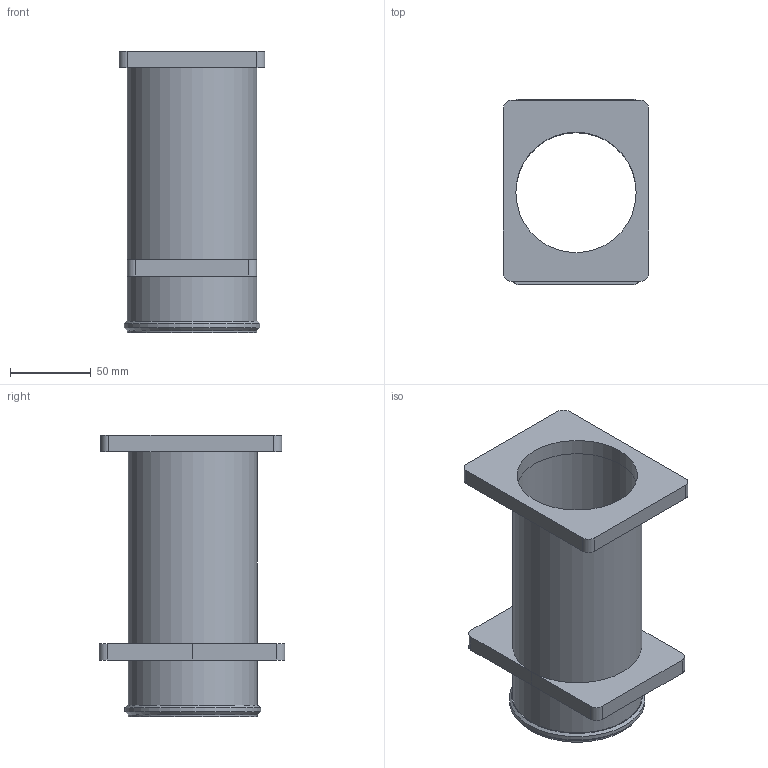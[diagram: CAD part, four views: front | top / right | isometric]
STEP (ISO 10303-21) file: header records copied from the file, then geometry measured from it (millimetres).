
FILE_DESCRIPTION(('FreeCAD Model'),'2;1');
FILE_NAME('Débitmètre.step', '2021-09-16T13:28:19',('Author'),(''), 'Open CASCADE STEP processor 7.2','FreeCAD','Unknown');
FILE_SCHEMA(('AUTOMOTIVE_DESIGN { 1 0 10303 214 1 1 1 1 }'));
Length unit declared in the file: millimetre
Products named in the file (2): Cut018; Cut019
Bounding box: 90 x 115 x 174 mm (x, y, z)
Volume: 210244.6 mm3; surface area: 116833.9 mm2
Topology: 5 solids, 5 shells, 38 faces, 81 edges, 53 vertices
Faces by surface type: plane 20, cylinder 16, cone 2
Full cylindrical faces by diameter (mm): 74.5 x3, 80 x2, 84 x1
Entity records: 2392 total; most frequent: CARTESIAN_POINT 413, DIRECTION 326, ORIENTED_EDGE 162, PCURVE 162, DEFINITIONAL_REPRESENTATION 162, LINE 162, VECTOR 162, EDGE_CURVE 81
